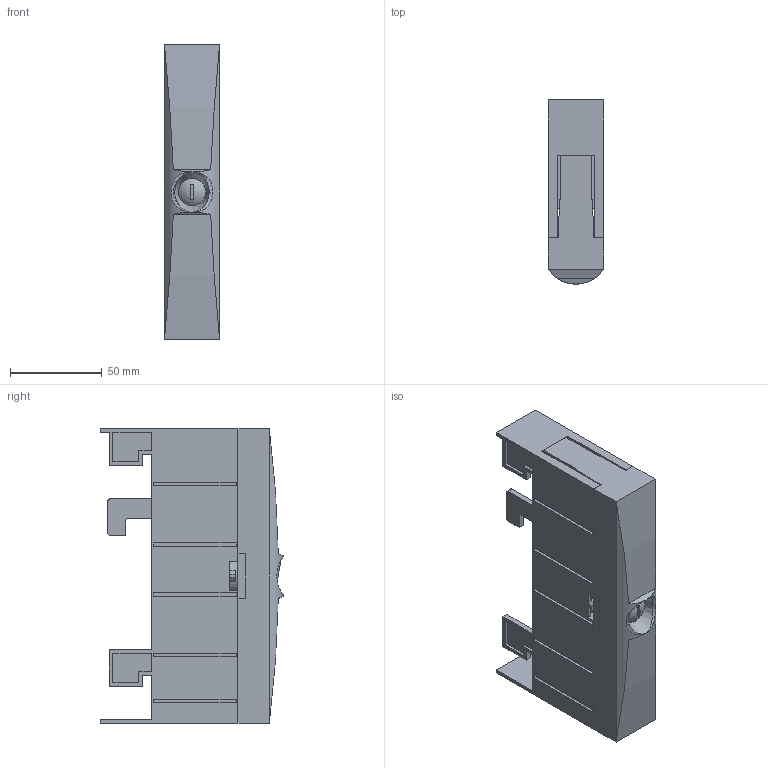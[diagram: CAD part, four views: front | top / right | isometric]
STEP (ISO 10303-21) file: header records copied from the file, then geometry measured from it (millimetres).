
FILE_DESCRIPTION((''),'2;1');
FILE_NAME('ZEI_ART_3DSTP_01364.stp','2013-06-17T11:23:16',('Alois Weiner'),(''),'Autodesk Inventor 2013','Autodesk Inventor 2013','');
FILE_SCHEMA(('AUTOMOTIVE_DESIGN { 1 0 10303 214 1 1 1 1 }'));
Length unit declared in the file: millimetre
Products named in the file (7): 01364000; 77151000; 77152000; 77221000; 30135000; 30796000
Assembly tree (6 placements, depth 3):
  01364000
    77151000
    77152000
    77221000
    30135000
      30135000
      30796000
Bounding box: 30 x 100 x 160 mm (x, y, z)
Volume: 113172 mm3; surface area: 86769.6 mm2
Topology: 5 solids, 5 shells, 299 faces, 825 edges, 562 vertices
Faces by surface type: plane 271, cylinder 26, cone 1, sphere 1
Full cylindrical faces by diameter (mm): 6.647 x1, 8 x1, 15 x2, 20 x1
Entity records: 9683 total; most frequent: CARTESIAN_POINT 1800, ORIENTED_EDGE 1602, DIRECTION 1482, EDGE_CURVE 801, VECTOR 752, LINE 752, VERTEX_POINT 533, AXIS2_PLACEMENT_3D 365
